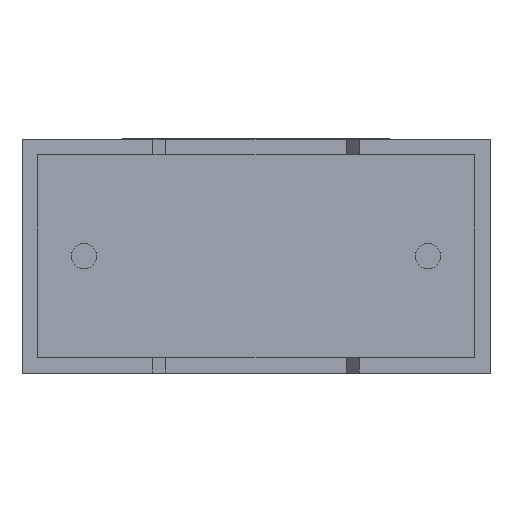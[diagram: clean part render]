
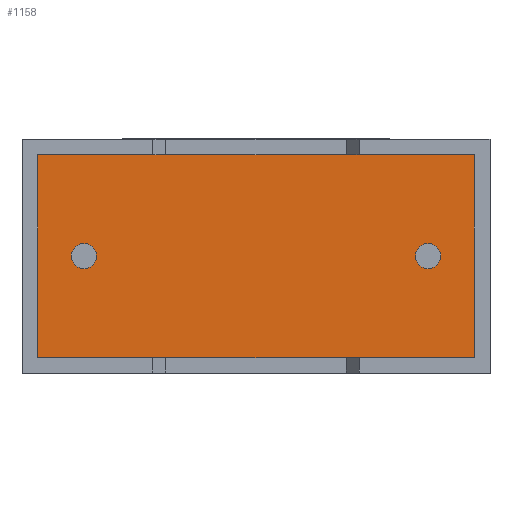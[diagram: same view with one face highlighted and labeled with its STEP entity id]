
A CAD part, front view. The second image highlights one B-rep face of the part: STEP entity #1158.
In plain terms, the highlighted planar face has unit normal (0, -1, 0).
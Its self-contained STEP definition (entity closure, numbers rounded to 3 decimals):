
#20 = AXIS2_PLACEMENT_3D ( 'NONE', #1285, #2684, #137 ) ;
#54 = VERTEX_POINT ( 'NONE', #1525 ) ;
#109 = CARTESIAN_POINT ( 'NONE',  ( 0.34, 0.75, 4.76 ) ) ;
#119 = DIRECTION ( 'NONE',  ( -1., 0., 0. ) ) ;
#137 = DIRECTION ( 'NONE',  ( 0., 0., -1. ) ) ;
#319 = CARTESIAN_POINT ( 'NONE',  ( 0., 0.75, 0. ) ) ;
#336 = EDGE_CURVE ( 'NONE', #695, #969, #2926, .T. ) ;
#343 = CARTESIAN_POINT ( 'NONE',  ( 8.85, 0.75, 2.825 ) ) ;
#349 = EDGE_CURVE ( 'NONE', #817, #636, #3018, .T. ) ;
#351 = CARTESIAN_POINT ( 'NONE',  ( 9.86, 0.75, 4.76 ) ) ;
#460 = DIRECTION ( 'NONE',  ( 0., -1., 0. ) ) ;
#507 = CARTESIAN_POINT ( 'NONE',  ( 0.34, 0.75, 0.34 ) ) ;
#513 = VECTOR ( 'NONE', #2599, 1000. ) ;
#609 = VECTOR ( 'NONE', #2187, 1000. ) ;
#610 = VECTOR ( 'NONE', #2861, 1000. ) ;
#636 = VERTEX_POINT ( 'NONE', #1709 ) ;
#648 = CARTESIAN_POINT ( 'NONE',  ( 8.85, 0.75, 2.55 ) ) ;
#695 = VERTEX_POINT ( 'NONE', #343 ) ;
#707 = CIRCLE ( 'NONE', #20, 0.275 ) ;
#737 = VERTEX_POINT ( 'NONE', #1059 ) ;
#744 = CARTESIAN_POINT ( 'NONE',  ( 9.86, 0.75, 0.34 ) ) ;
#817 = VERTEX_POINT ( 'NONE', #1969 ) ;
#968 = VERTEX_POINT ( 'NONE', #2061 ) ;
#969 = VERTEX_POINT ( 'NONE', #3013 ) ;
#1003 = AXIS2_PLACEMENT_3D ( 'NONE', #319, #1965, #2925 ) ;
#1013 = ORIENTED_EDGE ( 'NONE', *, *, #1371, .T. ) ;
#1057 = CARTESIAN_POINT ( 'NONE',  ( 0.34, 0.75, 4.76 ) ) ;
#1059 = CARTESIAN_POINT ( 'NONE',  ( 9.86, 0.75, 0.34 ) ) ;
#1114 = DIRECTION ( 'NONE',  ( 0., -1., 0. ) ) ;
#1138 = VERTEX_POINT ( 'NONE', #1057 ) ;
#1158 = ADVANCED_FACE ( 'NONE', ( #1720, #2449, #1705 ), #1998, .T. ) ;
#1235 = ORIENTED_EDGE ( 'NONE', *, *, #2494, .T. ) ;
#1251 = EDGE_LOOP ( 'NONE', ( #1601, #2429 ) ) ;
#1284 = AXIS2_PLACEMENT_3D ( 'NONE', #1348, #1114, #2052 ) ;
#1285 = CARTESIAN_POINT ( 'NONE',  ( 1.35, 0.75, 2.55 ) ) ;
#1348 = CARTESIAN_POINT ( 'NONE',  ( 1.35, 0.75, 2.55 ) ) ;
#1371 = EDGE_CURVE ( 'NONE', #54, #737, #2624, .T. ) ;
#1393 = DIRECTION ( 'NONE',  ( 0., 0., -1. ) ) ;
#1464 = ORIENTED_EDGE ( 'NONE', *, *, #1579, .F. ) ;
#1467 = EDGE_CURVE ( 'NONE', #636, #817, #707, .T. ) ;
#1525 = CARTESIAN_POINT ( 'NONE',  ( 0.34, 0.75, 0.34 ) ) ;
#1579 = EDGE_CURVE ( 'NONE', #969, #695, #2276, .T. ) ;
#1601 = ORIENTED_EDGE ( 'NONE', *, *, #1467, .F. ) ;
#1611 = CARTESIAN_POINT ( 'NONE',  ( 8.85, 0.75, 2.55 ) ) ;
#1673 = AXIS2_PLACEMENT_3D ( 'NONE', #1611, #460, #1393 ) ;
#1703 = LINE ( 'NONE', #351, #1733 ) ;
#1705 = FACE_BOUND ( 'NONE', #1251, .T. ) ;
#1709 = CARTESIAN_POINT ( 'NONE',  ( 1.35, 0.75, 2.825 ) ) ;
#1720 = FACE_BOUND ( 'NONE', #2499, .T. ) ;
#1733 = VECTOR ( 'NONE', #119, 1000. ) ;
#1965 = DIRECTION ( 'NONE',  ( 0., -1., 0. ) ) ;
#1969 = CARTESIAN_POINT ( 'NONE',  ( 1.35, 0.75, 2.275 ) ) ;
#1998 = PLANE ( 'NONE',  #1003 ) ;
#2045 = DIRECTION ( 'NONE',  ( 0., -1., 0. ) ) ;
#2052 = DIRECTION ( 'NONE',  ( 0., 0., -1. ) ) ;
#2061 = CARTESIAN_POINT ( 'NONE',  ( 9.86, 0.75, 4.76 ) ) ;
#2187 = DIRECTION ( 'NONE',  ( 0., 0., -1. ) ) ;
#2276 = CIRCLE ( 'NONE', #2977, 0.275 ) ;
#2306 = DIRECTION ( 'NONE',  ( 0., 0., -1. ) ) ;
#2349 = LINE ( 'NONE', #744, #513 ) ;
#2395 = EDGE_CURVE ( 'NONE', #737, #968, #2349, .T. ) ;
#2416 = ORIENTED_EDGE ( 'NONE', *, *, #2395, .T. ) ;
#2429 = ORIENTED_EDGE ( 'NONE', *, *, #349, .F. ) ;
#2449 = FACE_OUTER_BOUND ( 'NONE', #2646, .T. ) ;
#2485 = ORIENTED_EDGE ( 'NONE', *, *, #336, .F. ) ;
#2487 = EDGE_CURVE ( 'NONE', #968, #1138, #1703, .T. ) ;
#2494 = EDGE_CURVE ( 'NONE', #1138, #54, #2923, .T. ) ;
#2499 = EDGE_LOOP ( 'NONE', ( #2485, #1464 ) ) ;
#2565 = ORIENTED_EDGE ( 'NONE', *, *, #2487, .T. ) ;
#2599 = DIRECTION ( 'NONE',  ( 0., 0., 1. ) ) ;
#2624 = LINE ( 'NONE', #507, #610 ) ;
#2646 = EDGE_LOOP ( 'NONE', ( #1235, #1013, #2416, #2565 ) ) ;
#2684 = DIRECTION ( 'NONE',  ( 0., -1., 0. ) ) ;
#2861 = DIRECTION ( 'NONE',  ( 1., 0., 0. ) ) ;
#2923 = LINE ( 'NONE', #109, #609 ) ;
#2925 = DIRECTION ( 'NONE',  ( 0., 0., -1. ) ) ;
#2926 = CIRCLE ( 'NONE', #1673, 0.275 ) ;
#2977 = AXIS2_PLACEMENT_3D ( 'NONE', #648, #2045, #2306 ) ;
#3013 = CARTESIAN_POINT ( 'NONE',  ( 8.85, 0.75, 2.275 ) ) ;
#3018 = CIRCLE ( 'NONE', #1284, 0.275 ) ;
